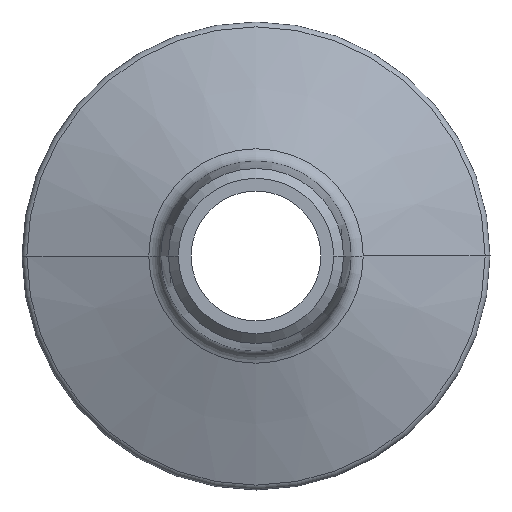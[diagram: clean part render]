
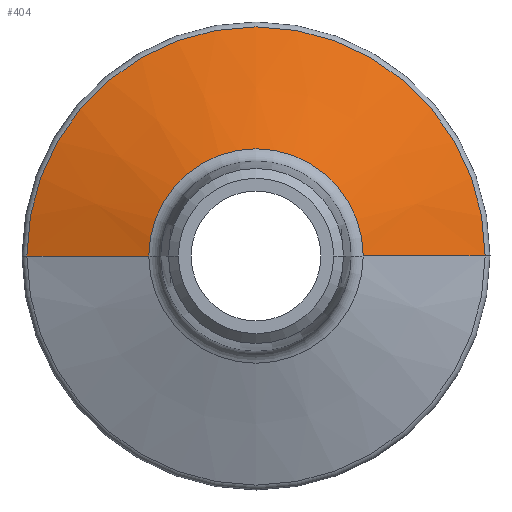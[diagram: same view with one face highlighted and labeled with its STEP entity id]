
A CAD part, left-side view. The second image highlights one B-rep face of the part: STEP entity #404.
In plain terms, the highlighted conical face has half-angle 70 degrees and reference radius 24.724 mm.
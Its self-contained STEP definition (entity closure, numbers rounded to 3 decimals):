
#27 = CARTESIAN_POINT ( 'NONE',  ( -3.042, 24.724, 0. ) ) ;
#115 = LINE ( 'NONE', #27, #809 ) ;
#176 = DIRECTION ( 'NONE',  ( 0.342, -0.94, 0. ) ) ;
#185 = ORIENTED_EDGE ( 'NONE', *, *, #638, .F. ) ;
#193 = EDGE_CURVE ( 'NONE', #247, #851, #657, .T. ) ;
#212 = CARTESIAN_POINT ( 'NONE',  ( -3.042, 24.724, 0. ) ) ;
#247 = VERTEX_POINT ( 'NONE', #960 ) ;
#257 = CIRCLE ( 'NONE', #1017, 24.724 ) ;
#288 = DIRECTION ( 'NONE',  ( 1., 0., 0. ) ) ;
#291 = ORIENTED_EDGE ( 'NONE', *, *, #193, .T. ) ;
#404 = ADVANCED_FACE ( 'NONE', ( #742 ), #421, .T. ) ;
#405 = AXIS2_PLACEMENT_3D ( 'NONE', #477, #288, #484 ) ;
#421 = CONICAL_SURFACE ( 'NONE', #405, 24.724, 1.222 ) ;
#446 = CARTESIAN_POINT ( 'NONE',  ( -3.042, -24.724, 0. ) ) ;
#477 = CARTESIAN_POINT ( 'NONE',  ( -3.042, 0., 0. ) ) ;
#484 = DIRECTION ( 'NONE',  ( 0., 1., 0. ) ) ;
#507 = CARTESIAN_POINT ( 'NONE',  ( -7.831, 0., 0. ) ) ;
#598 = VECTOR ( 'NONE', #176, 1000. ) ;
#606 = CARTESIAN_POINT ( 'NONE',  ( -3.042, -24.724, 0. ) ) ;
#615 = DIRECTION ( 'NONE',  ( 0.342, 0.94, 0. ) ) ;
#638 = EDGE_CURVE ( 'NONE', #247, #1082, #115, .T. ) ;
#657 = CIRCLE ( 'NONE', #1112, 11.566 ) ;
#695 = CARTESIAN_POINT ( 'NONE',  ( -7.831, -11.566, 0. ) ) ;
#703 = VERTEX_POINT ( 'NONE', #446 ) ;
#742 = FACE_OUTER_BOUND ( 'NONE', #912, .T. ) ;
#799 = ORIENTED_EDGE ( 'NONE', *, *, #823, .T. ) ;
#809 = VECTOR ( 'NONE', #615, 1000. ) ;
#823 = EDGE_CURVE ( 'NONE', #851, #703, #872, .T. ) ;
#851 = VERTEX_POINT ( 'NONE', #695 ) ;
#854 = EDGE_CURVE ( 'NONE', #1082, #703, #257, .T. ) ;
#855 = DIRECTION ( 'NONE',  ( 1., 0., 0. ) ) ;
#862 = DIRECTION ( 'NONE',  ( 0., 1., 0. ) ) ;
#872 = LINE ( 'NONE', #606, #598 ) ;
#883 = ORIENTED_EDGE ( 'NONE', *, *, #854, .F. ) ;
#912 = EDGE_LOOP ( 'NONE', ( #291, #799, #883, #185 ) ) ;
#960 = CARTESIAN_POINT ( 'NONE',  ( -7.831, 11.566, 0. ) ) ;
#962 = CARTESIAN_POINT ( 'NONE',  ( -3.042, 0., 0. ) ) ;
#1017 = AXIS2_PLACEMENT_3D ( 'NONE', #962, #1056, #1044 ) ;
#1044 = DIRECTION ( 'NONE',  ( 0., 1., 0. ) ) ;
#1056 = DIRECTION ( 'NONE',  ( 1., 0., 0. ) ) ;
#1082 = VERTEX_POINT ( 'NONE', #212 ) ;
#1112 = AXIS2_PLACEMENT_3D ( 'NONE', #507, #855, #862 ) ;
